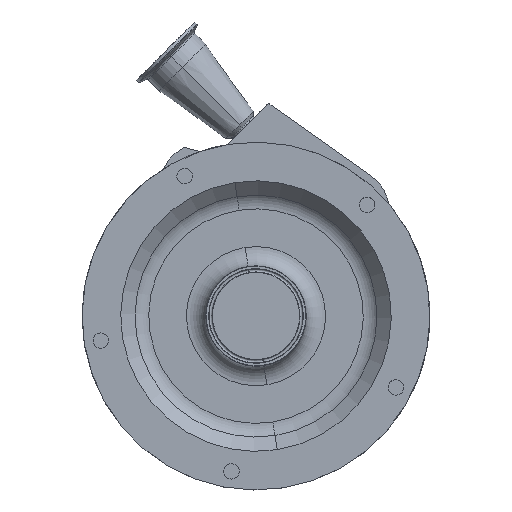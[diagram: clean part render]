
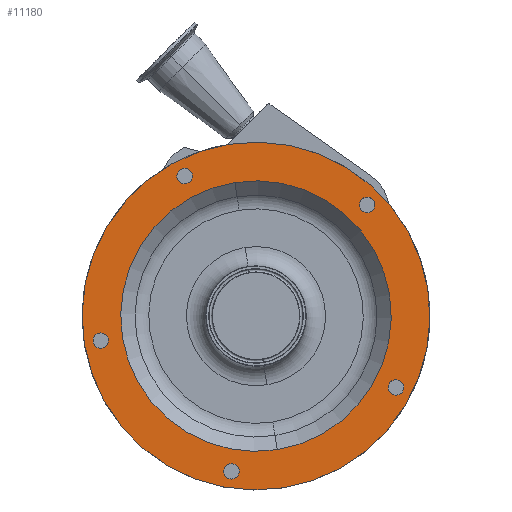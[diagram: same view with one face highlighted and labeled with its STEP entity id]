
A CAD part, top view. The second image highlights one B-rep face of the part: STEP entity #11180.
In plain terms, the highlighted planar face has unit normal (0, 0, 1).
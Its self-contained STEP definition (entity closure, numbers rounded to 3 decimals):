
#77 = EDGE_LOOP ( 'NONE', ( #4906, #4649 ) ) ;
#214 = CARTESIAN_POINT ( 'NONE',  ( -55.387, 108.703, 197.5 ) ) ;
#259 = CIRCLE ( 'NONE', #9098, 105. ) ;
#324 = VERTEX_POINT ( 'NONE', #7153 ) ;
#337 = CIRCLE ( 'NONE', #2647, 105. ) ;
#455 = DIRECTION ( 'NONE',  ( 0.707, -0.707, 0. ) ) ;
#570 = AXIS2_PLACEMENT_3D ( 'NONE', #10449, #13485, #9435 ) ;
#650 = DIRECTION ( 'NONE',  ( 0., 0., 1. ) ) ;
#659 = CARTESIAN_POINT ( 'NONE',  ( 21.119, -133.338, 197.5 ) ) ;
#675 = CARTESIAN_POINT ( 'NONE',  ( -16.426, 103.707, 197.5 ) ) ;
#694 = EDGE_CURVE ( 'NONE', #11834, #5692, #4470, .T. ) ;
#885 = CARTESIAN_POINT ( 'NONE',  ( -120.498, -19.085, 197.5 ) ) ;
#1010 = AXIS2_PLACEMENT_3D ( 'NONE', #12711, #7008, #12630 ) ;
#1025 = CARTESIAN_POINT ( 'NONE',  ( 0., 0., 197.5 ) ) ;
#1038 = CIRCLE ( 'NONE', #570, 135. ) ;
#1119 = DIRECTION ( 'NONE',  ( 0., 0., 1. ) ) ;
#1467 = FACE_BOUND ( 'NONE', #1612, .T. ) ;
#1537 = PLANE ( 'NONE',  #1010 ) ;
#1612 = EDGE_LOOP ( 'NONE', ( #12782, #7336 ) ) ;
#1718 = CARTESIAN_POINT ( 'NONE',  ( -50.041, 111.427, 197.5 ) ) ;
#1837 = EDGE_CURVE ( 'NONE', #7591, #4769, #259, .T. ) ;
#1923 = VERTEX_POINT ( 'NONE', #9262 ) ;
#2046 = ORIENTED_EDGE ( 'NONE', *, *, #13624, .F. ) ;
#2077 = VERTEX_POINT ( 'NONE', #14333 ) ;
#2480 = EDGE_CURVE ( 'NONE', #5381, #2077, #6917, .T. ) ;
#2526 = DIRECTION ( 'NONE',  ( 0., 0., 1. ) ) ;
#2629 = FACE_BOUND ( 'NONE', #77, .T. ) ;
#2647 = AXIS2_PLACEMENT_3D ( 'NONE', #7879, #12339, #6783 ) ;
#3048 = DIRECTION ( 'NONE',  ( 0.707, -0.707, 0. ) ) ;
#3212 = ORIENTED_EDGE ( 'NONE', *, *, #8005, .F. ) ;
#3281 = CIRCLE ( 'NONE', #4437, 6. ) ;
#3317 = CIRCLE ( 'NONE', #4698, 6. ) ;
#3524 = ORIENTED_EDGE ( 'NONE', *, *, #14068, .T. ) ;
#3658 = FACE_OUTER_BOUND ( 'NONE', #14442, .T. ) ;
#3724 = AXIS2_PLACEMENT_3D ( 'NONE', #5107, #9555, #8461 ) ;
#3972 = AXIS2_PLACEMENT_3D ( 'NONE', #214, #2526, #11576 ) ;
#4226 = CIRCLE ( 'NONE', #6770, 6. ) ;
#4437 = AXIS2_PLACEMENT_3D ( 'NONE', #5812, #9185, #13794 ) ;
#4470 = CIRCLE ( 'NONE', #12186, 6. ) ;
#4534 = AXIS2_PLACEMENT_3D ( 'NONE', #885, #10930, #5455 ) ;
#4649 = ORIENTED_EDGE ( 'NONE', *, *, #694, .F. ) ;
#4698 = AXIS2_PLACEMENT_3D ( 'NONE', #14234, #650, #3048 ) ;
#4743 = CARTESIAN_POINT ( 'NONE',  ( 108.703, -55.387, 197.5 ) ) ;
#4769 = VERTEX_POINT ( 'NONE', #675 ) ;
#4773 = ORIENTED_EDGE ( 'NONE', *, *, #7828, .F. ) ;
#4847 = DIRECTION ( 'NONE',  ( 0., 0., 1. ) ) ;
#4906 = ORIENTED_EDGE ( 'NONE', *, *, #5448, .F. ) ;
#5107 = CARTESIAN_POINT ( 'NONE',  ( 108.703, -55.387, 197.5 ) ) ;
#5207 = CARTESIAN_POINT ( 'NONE',  ( -19.085, -120.498, 197.5 ) ) ;
#5234 = VERTEX_POINT ( 'NONE', #6334 ) ;
#5381 = VERTEX_POINT ( 'NONE', #659 ) ;
#5448 = EDGE_CURVE ( 'NONE', #5692, #11834, #13879, .T. ) ;
#5455 = DIRECTION ( 'NONE',  ( -0.156, 0.988, 0. ) ) ;
#5541 = DIRECTION ( 'NONE',  ( -0.988, 0.156, 0. ) ) ;
#5692 = VERTEX_POINT ( 'NONE', #10847 ) ;
#5812 = CARTESIAN_POINT ( 'NONE',  ( -55.387, 108.703, 197.5 ) ) ;
#5828 = EDGE_LOOP ( 'NONE', ( #9437, #3212 ) ) ;
#5896 = DIRECTION ( 'NONE',  ( 0., 0., 1. ) ) ;
#5975 = CARTESIAN_POINT ( 'NONE',  ( 86.267, 86.267, 197.5 ) ) ;
#6334 = CARTESIAN_POINT ( 'NONE',  ( -60.733, 105.979, 197.5 ) ) ;
#6482 = DIRECTION ( 'NONE',  ( 0., 0., 1. ) ) ;
#6673 = ORIENTED_EDGE ( 'NONE', *, *, #8832, .F. ) ;
#6770 = AXIS2_PLACEMENT_3D ( 'NONE', #5207, #7687, #13181 ) ;
#6783 = DIRECTION ( 'NONE',  ( -0.156, 0.988, 0. ) ) ;
#6917 = CIRCLE ( 'NONE', #8782, 135. ) ;
#6969 = CIRCLE ( 'NONE', #8833, 6. ) ;
#7008 = DIRECTION ( 'NONE',  ( 0., 0., -1. ) ) ;
#7153 = CARTESIAN_POINT ( 'NONE',  ( 90.51, 82.024, 197.5 ) ) ;
#7298 = FACE_BOUND ( 'NONE', #13001, .T. ) ;
#7336 = ORIENTED_EDGE ( 'NONE', *, *, #1837, .F. ) ;
#7438 = CARTESIAN_POINT ( 'NONE',  ( 105.979, -60.733, 197.5 ) ) ;
#7467 = CARTESIAN_POINT ( 'NONE',  ( -25.011, -119.559, 197.5 ) ) ;
#7519 = VERTEX_POINT ( 'NONE', #7467 ) ;
#7591 = VERTEX_POINT ( 'NONE', #14208 ) ;
#7687 = DIRECTION ( 'NONE',  ( 0., 0., 1. ) ) ;
#7828 = EDGE_CURVE ( 'NONE', #324, #8481, #6969, .T. ) ;
#7879 = CARTESIAN_POINT ( 'NONE',  ( 0., 0., 197.5 ) ) ;
#7977 = AXIS2_PLACEMENT_3D ( 'NONE', #4743, #5896, #10353 ) ;
#8005 = EDGE_CURVE ( 'NONE', #12157, #10151, #8609, .T. ) ;
#8030 = CARTESIAN_POINT ( 'NONE',  ( 0., 0., 197.5 ) ) ;
#8169 = FACE_BOUND ( 'NONE', #10891, .T. ) ;
#8461 = DIRECTION ( 'NONE',  ( -0.454, -0.891, 0. ) ) ;
#8481 = VERTEX_POINT ( 'NONE', #9694 ) ;
#8609 = CIRCLE ( 'NONE', #3724, 6. ) ;
#8782 = AXIS2_PLACEMENT_3D ( 'NONE', #1025, #6482, #11075 ) ;
#8832 = EDGE_CURVE ( 'NONE', #5234, #11685, #12356, .T. ) ;
#8833 = AXIS2_PLACEMENT_3D ( 'NONE', #5975, #10424, #455 ) ;
#8960 = EDGE_CURVE ( 'NONE', #1923, #7519, #4226, .T. ) ;
#9098 = AXIS2_PLACEMENT_3D ( 'NONE', #8030, #11385, #10352 ) ;
#9143 = CARTESIAN_POINT ( 'NONE',  ( 111.427, -50.041, 197.5 ) ) ;
#9185 = DIRECTION ( 'NONE',  ( 0., 0., 1. ) ) ;
#9262 = CARTESIAN_POINT ( 'NONE',  ( -13.159, -121.437, 197.5 ) ) ;
#9293 = DIRECTION ( 'NONE',  ( -0.156, 0.988, 0. ) ) ;
#9435 = DIRECTION ( 'NONE',  ( -0.156, 0.988, 0. ) ) ;
#9437 = ORIENTED_EDGE ( 'NONE', *, *, #11111, .F. ) ;
#9544 = ORIENTED_EDGE ( 'NONE', *, *, #8960, .F. ) ;
#9555 = DIRECTION ( 'NONE',  ( 0., 0., 1. ) ) ;
#9694 = CARTESIAN_POINT ( 'NONE',  ( 82.024, 90.51, 197.5 ) ) ;
#9807 = EDGE_CURVE ( 'NONE', #7519, #1923, #11206, .T. ) ;
#10017 = CARTESIAN_POINT ( 'NONE',  ( -119.559, -25.011, 197.5 ) ) ;
#10151 = VERTEX_POINT ( 'NONE', #7438 ) ;
#10195 = CARTESIAN_POINT ( 'NONE',  ( -19.085, -120.498, 197.5 ) ) ;
#10352 = DIRECTION ( 'NONE',  ( -0.156, 0.988, 0. ) ) ;
#10353 = DIRECTION ( 'NONE',  ( -0.454, -0.891, 0. ) ) ;
#10355 = FACE_BOUND ( 'NONE', #14167, .T. ) ;
#10424 = DIRECTION ( 'NONE',  ( 0., 0., 1. ) ) ;
#10449 = CARTESIAN_POINT ( 'NONE',  ( 0., 0., 197.5 ) ) ;
#10659 = EDGE_CURVE ( 'NONE', #8481, #324, #3317, .T. ) ;
#10742 = ORIENTED_EDGE ( 'NONE', *, *, #2480, .T. ) ;
#10847 = CARTESIAN_POINT ( 'NONE',  ( -121.437, -13.159, 197.5 ) ) ;
#10891 = EDGE_LOOP ( 'NONE', ( #11617, #9544 ) ) ;
#10930 = DIRECTION ( 'NONE',  ( 0., 0., 1. ) ) ;
#11075 = DIRECTION ( 'NONE',  ( -0.156, 0.988, 0. ) ) ;
#11111 = EDGE_CURVE ( 'NONE', #10151, #12157, #11702, .T. ) ;
#11180 = ADVANCED_FACE ( 'NONE', ( #3658, #7298, #10355, #13663, #8169, #2629, #1467 ), #1537, .F. ) ;
#11206 = CIRCLE ( 'NONE', #12382, 6. ) ;
#11385 = DIRECTION ( 'NONE',  ( 0., 0., 1. ) ) ;
#11576 = DIRECTION ( 'NONE',  ( 0.891, 0.454, 0. ) ) ;
#11617 = ORIENTED_EDGE ( 'NONE', *, *, #9807, .F. ) ;
#11685 = VERTEX_POINT ( 'NONE', #1718 ) ;
#11702 = CIRCLE ( 'NONE', #7977, 6. ) ;
#11834 = VERTEX_POINT ( 'NONE', #10017 ) ;
#12157 = VERTEX_POINT ( 'NONE', #9143 ) ;
#12186 = AXIS2_PLACEMENT_3D ( 'NONE', #12811, #4847, #9293 ) ;
#12339 = DIRECTION ( 'NONE',  ( 0., 0., 1. ) ) ;
#12356 = CIRCLE ( 'NONE', #3972, 6. ) ;
#12382 = AXIS2_PLACEMENT_3D ( 'NONE', #10195, #1119, #5541 ) ;
#12630 = DIRECTION ( 'NONE',  ( 0., -1., 0. ) ) ;
#12711 = CARTESIAN_POINT ( 'NONE',  ( -38.52, -6.101, 197.5 ) ) ;
#12782 = ORIENTED_EDGE ( 'NONE', *, *, #14337, .F. ) ;
#12811 = CARTESIAN_POINT ( 'NONE',  ( -120.498, -19.085, 197.5 ) ) ;
#13001 = EDGE_LOOP ( 'NONE', ( #2046, #6673 ) ) ;
#13181 = DIRECTION ( 'NONE',  ( -0.988, 0.156, 0. ) ) ;
#13282 = ORIENTED_EDGE ( 'NONE', *, *, #10659, .F. ) ;
#13485 = DIRECTION ( 'NONE',  ( 0., 0., 1. ) ) ;
#13624 = EDGE_CURVE ( 'NONE', #11685, #5234, #3281, .T. ) ;
#13663 = FACE_BOUND ( 'NONE', #5828, .T. ) ;
#13794 = DIRECTION ( 'NONE',  ( 0.891, 0.454, 0. ) ) ;
#13879 = CIRCLE ( 'NONE', #4534, 6. ) ;
#14068 = EDGE_CURVE ( 'NONE', #2077, #5381, #1038, .T. ) ;
#14167 = EDGE_LOOP ( 'NONE', ( #4773, #13282 ) ) ;
#14208 = CARTESIAN_POINT ( 'NONE',  ( 16.426, -103.707, 197.5 ) ) ;
#14234 = CARTESIAN_POINT ( 'NONE',  ( 86.267, 86.267, 197.5 ) ) ;
#14333 = CARTESIAN_POINT ( 'NONE',  ( -21.119, 133.338, 197.5 ) ) ;
#14337 = EDGE_CURVE ( 'NONE', #4769, #7591, #337, .T. ) ;
#14442 = EDGE_LOOP ( 'NONE', ( #3524, #10742 ) ) ;
